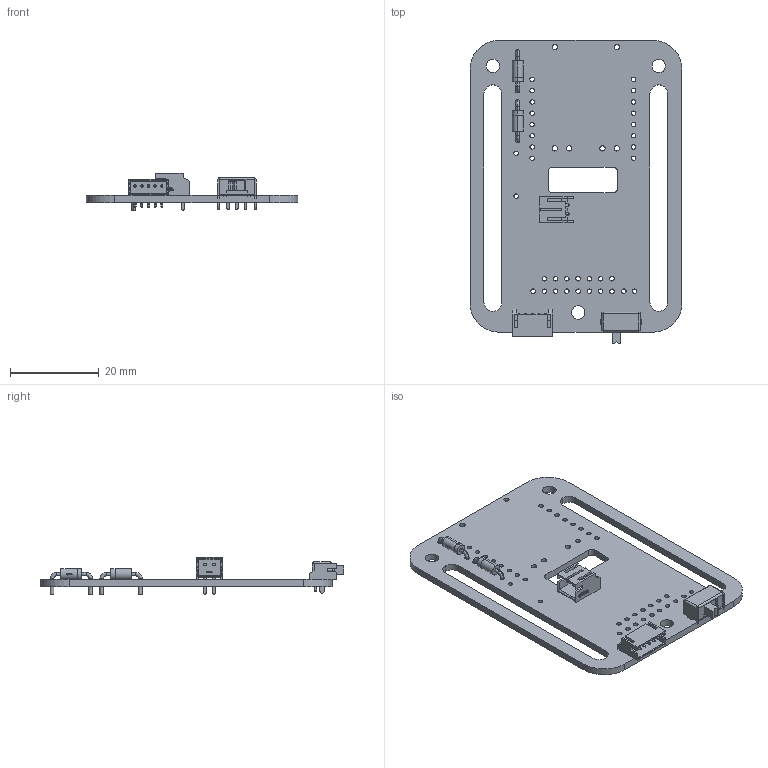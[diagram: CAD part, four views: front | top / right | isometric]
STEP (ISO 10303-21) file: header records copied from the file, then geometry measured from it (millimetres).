
FILE_DESCRIPTION(('Designed by EasyEDA Pro'),'2;1');
FILE_NAME('Open CASCADE Shape Model','2023-12-15T15:36:02',('Author'),( 'Open CASCADE'),'Open CASCADE STEP processor 7.6','Open CASCADE 7.6' ,'Unknown');
FILE_SCHEMA(('AUTOMOTIVE_DESIGN { 1 0 10303 214 1 1 1 1 }'));
Length unit declared in the file: millimetre
Products named in the file (15): PCBModel; Board; D4; DO-41_BD2.4-L4.7-P8.70-D0.9-FD; SOLID; D3; CN2; CONN-TH_5P-P1.50_X1502WR-05K-N0SN; SWITCH; SW-TH_SK12D07VG4; COMPOUND; U4; CONN-TH_S2B-PH-K-S-LF-SN
Assembly tree (15 placements, depth 4):
  PCBModel
    Board
    D4
      DO-41_BD2.4-L4.7-P8.70-D0.9-FD
        SOLID
    D3
      DO-41_BD2.4-L4.7-P8.70-D0.9-FD
        SOLID
    CN2
      CONN-TH_5P-P1.50_X1502WR-05K-N0SN
        SOLID
    SWITCH
      SW-TH_SK12D07VG4
        COMPOUND
    U4
      CONN-TH_S2B-PH-K-S-LF-SN
        COMPOUND
Bounding box: 47.73 x 68.3 x 8.55 mm (x, y, z)
Volume: 4395.8 mm3; surface area: 7510 mm2
Topology: 46 solids, 46 shells, 1737 faces, 4646 edges, 3062 vertices
Faces by surface type: plane 991, bspline 432, cylinder 260, torus 34, cone 20
Full cylindrical faces by diameter (mm): 0.75 x5, 0.85 x2, 0.914 x3, 1 x6, 1.016 x17, 1.199 x6, 3 x3
Entity records: 64888 total; most frequent: CARTESIAN_POINT 16460, ORIENTED_EDGE 7982, DIRECTION 5805, EDGE_CURVE 3991, VERTEX_POINT 2628, LINE 2573, VECTOR 2573, FACE_BOUND 1699
